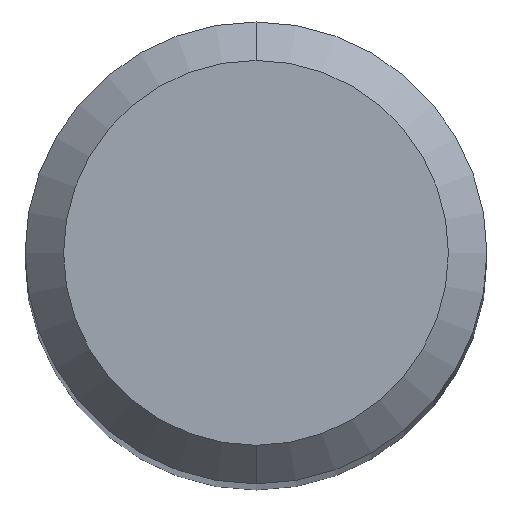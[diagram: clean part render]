
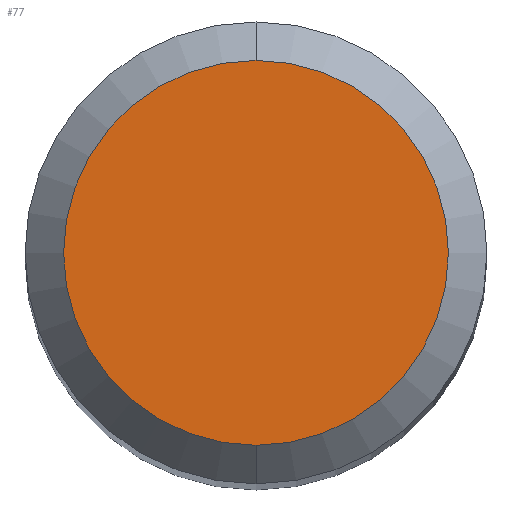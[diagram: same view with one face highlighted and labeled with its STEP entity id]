
A CAD part, top view. The second image highlights one B-rep face of the part: STEP entity #77.
In plain terms, the highlighted planar face has unit normal (0, 0, 1).
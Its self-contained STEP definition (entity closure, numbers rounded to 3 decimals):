
#56=PLANE('',#482);
#77=ADVANCED_FACE('',(#104),#56,.F.);
#104=FACE_OUTER_BOUND('',#125,.T.);
#125=EDGE_LOOP('',(#200,#201));
#200=ORIENTED_EDGE('',*,*,#257,.F.);
#201=ORIENTED_EDGE('',*,*,#260,.F.);
#221=VERTEX_POINT('',#717);
#222=VERTEX_POINT('',#718);
#257=EDGE_CURVE('',#221,#222,#286,.T.);
#260=EDGE_CURVE('',#222,#221,#287,.T.);
#286=CIRCLE('',#478,2.5);
#287=CIRCLE('',#480,2.5);
#478=AXIS2_PLACEMENT_3D('',#716,#610,#611);
#480=AXIS2_PLACEMENT_3D('',#722,#616,#617);
#482=AXIS2_PLACEMENT_3D('',#724,#620,#621);
#610=DIRECTION('',(0.,0.,-1.));
#611=DIRECTION('',(0.,1.,0.));
#616=DIRECTION('',(0.,0.,-1.));
#617=DIRECTION('',(0.,-1.,0.));
#620=DIRECTION('',(0.,0.,-1.));
#621=DIRECTION('',(0.,1.,0.));
#716=CARTESIAN_POINT('',(0.,0.,60.));
#717=CARTESIAN_POINT('',(0.,2.5,60.));
#718=CARTESIAN_POINT('',(0.,-2.5,60.));
#722=CARTESIAN_POINT('',(0.,0.,60.));
#724=CARTESIAN_POINT('',(0.,0.,60.));
